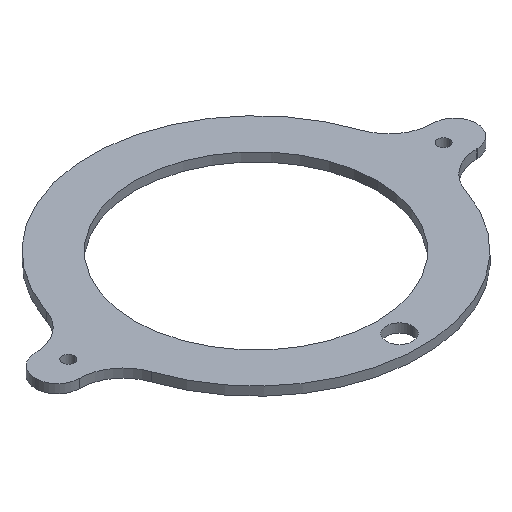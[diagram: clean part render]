
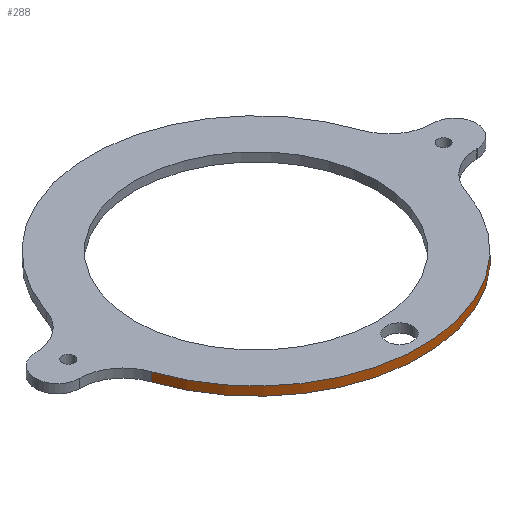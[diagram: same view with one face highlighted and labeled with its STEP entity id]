
A CAD part, isometric view. The second image highlights one B-rep face of the part: STEP entity #288.
In plain terms, the highlighted cylindrical face has radius 75 mm (diameter 150 mm), a partial arc.
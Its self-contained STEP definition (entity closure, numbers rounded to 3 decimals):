
#5 = DIRECTION ( 'NONE',  ( 0., 0., -1. ) ) ;
#13 = EDGE_CURVE ( 'NONE', #61, #393, #78, .T. ) ;
#46 = CARTESIAN_POINT ( 'NONE',  ( 2665.029, 1300.673, 4. ) ) ;
#50 = LINE ( 'NONE', #573, #191 ) ;
#61 = VERTEX_POINT ( 'NONE', #104 ) ;
#78 = LINE ( 'NONE', #46, #720 ) ;
#104 = CARTESIAN_POINT ( 'NONE',  ( 2665.029, 1300.673, 4. ) ) ;
#115 = EDGE_CURVE ( 'NONE', #709, #235, #50, .T. ) ;
#118 = CARTESIAN_POINT ( 'NONE',  ( 2593.867, 1324.357, 4. ) ) ;
#172 = FACE_OUTER_BOUND ( 'NONE', #664, .T. ) ;
#186 = EDGE_CURVE ( 'NONE', #709, #61, #456, .T. ) ;
#191 = VECTOR ( 'NONE', #5, 1000. ) ;
#235 = VERTEX_POINT ( 'NONE', #576 ) ;
#288 = ADVANCED_FACE ( 'NONE', ( #172 ), #399, .T. ) ;
#321 = DIRECTION ( 'NONE',  ( 0., 0., 1. ) ) ;
#363 = ORIENTED_EDGE ( 'NONE', *, *, #186, .F. ) ;
#393 = VERTEX_POINT ( 'NONE', #735 ) ;
#399 = CYLINDRICAL_SURFACE ( 'NONE', #756, 75. ) ;
#435 = ORIENTED_EDGE ( 'NONE', *, *, #115, .T. ) ;
#440 = DIRECTION ( 'NONE',  ( 1., 0., 0. ) ) ;
#456 = CIRCLE ( 'NONE', #561, 75. ) ;
#480 = DIRECTION ( 'NONE',  ( 0., 0., -1. ) ) ;
#505 = AXIS2_PLACEMENT_3D ( 'NONE', #653, #321, #656 ) ;
#520 = DIRECTION ( 'NONE',  ( 0., 0., 1. ) ) ;
#561 = AXIS2_PLACEMENT_3D ( 'NONE', #118, #520, #440 ) ;
#573 = CARTESIAN_POINT ( 'NONE',  ( 2522.705, 1300.673, 4. ) ) ;
#576 = CARTESIAN_POINT ( 'NONE',  ( 2522.705, 1300.673, 0. ) ) ;
#577 = CIRCLE ( 'NONE', #505, 75. ) ;
#639 = CARTESIAN_POINT ( 'NONE',  ( 2593.867, 1324.357, 4. ) ) ;
#653 = CARTESIAN_POINT ( 'NONE',  ( 2593.867, 1324.357, 0. ) ) ;
#655 = ORIENTED_EDGE ( 'NONE', *, *, #811, .T. ) ;
#656 = DIRECTION ( 'NONE',  ( 1., 0., 0. ) ) ;
#664 = EDGE_LOOP ( 'NONE', ( #655, #699, #363, #435 ) ) ;
#699 = ORIENTED_EDGE ( 'NONE', *, *, #13, .F. ) ;
#709 = VERTEX_POINT ( 'NONE', #841 ) ;
#710 = DIRECTION ( 'NONE',  ( 0., 0., -1. ) ) ;
#720 = VECTOR ( 'NONE', #480, 1000. ) ;
#735 = CARTESIAN_POINT ( 'NONE',  ( 2665.029, 1300.673, 0. ) ) ;
#756 = AXIS2_PLACEMENT_3D ( 'NONE', #639, #710, #792 ) ;
#792 = DIRECTION ( 'NONE',  ( -1., 0., 0. ) ) ;
#811 = EDGE_CURVE ( 'NONE', #235, #393, #577, .T. ) ;
#841 = CARTESIAN_POINT ( 'NONE',  ( 2522.705, 1300.673, 4. ) ) ;
